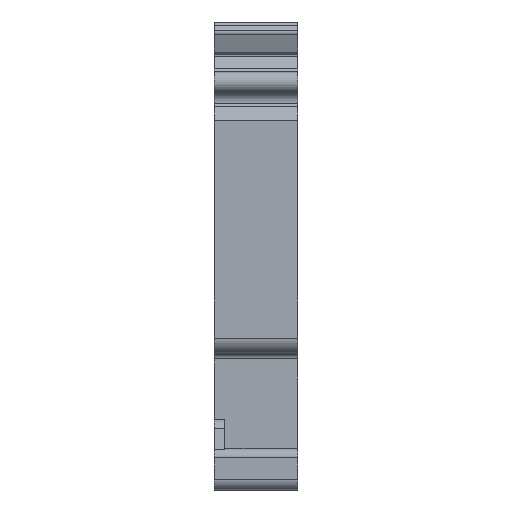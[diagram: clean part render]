
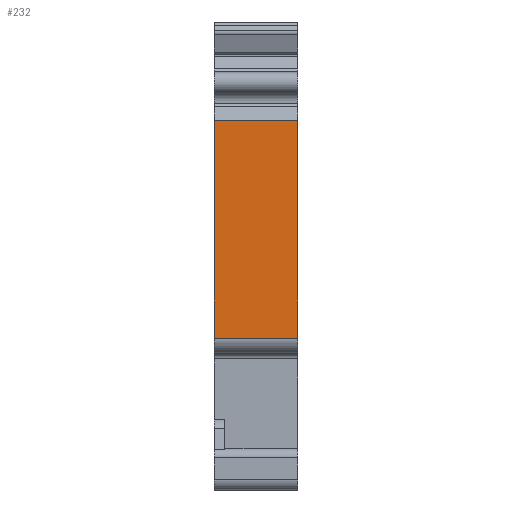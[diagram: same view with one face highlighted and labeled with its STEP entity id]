
A CAD part, left-side view. The second image highlights one B-rep face of the part: STEP entity #232.
In plain terms, the highlighted planar face has unit normal (-1, 0, 0).
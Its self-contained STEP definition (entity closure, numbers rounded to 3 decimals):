
#232 = ADVANCED_FACE( '', ( #649 ), #650, .F. );
#649 = FACE_OUTER_BOUND( '', #1250, .T. );
#650 = PLANE( '', #1251 );
#1250 = EDGE_LOOP( '', ( #1889, #1890, #1891, #1892 ) );
#1251 = AXIS2_PLACEMENT_3D( '', #1893, #1894, #1895 );
#1889 = ORIENTED_EDGE( '', *, *, #3779, .T. );
#1890 = ORIENTED_EDGE( '', *, *, #3780, .F. );
#1891 = ORIENTED_EDGE( '', *, *, #3781, .F. );
#1892 = ORIENTED_EDGE( '', *, *, #3782, .T. );
#1893 = CARTESIAN_POINT( '', ( -36., 8., -7.899 ) );
#1894 = DIRECTION( '', ( 1., 0., 0. ) );
#1895 = DIRECTION( '', ( 0., 0., -1. ) );
#3779 = EDGE_CURVE( '', #4577, #4578, #4579, .T. );
#3780 = EDGE_CURVE( '', #4580, #4578, #4581, .T. );
#3781 = EDGE_CURVE( '', #4582, #4580, #4583, .T. );
#3782 = EDGE_CURVE( '', #4582, #4577, #4584, .T. );
#4577 = VERTEX_POINT( '', #5737 );
#4578 = VERTEX_POINT( '', #5738 );
#4579 = LINE( '', #5739, #5740 );
#4580 = VERTEX_POINT( '', #5741 );
#4581 = LINE( '', #5742, #5743 );
#4582 = VERTEX_POINT( '', #5744 );
#4583 = LINE( '', #5745, #5746 );
#4584 = LINE( '', #5747, #5748 );
#5737 = CARTESIAN_POINT( '', ( -36., 0., -7.899 ) );
#5738 = CARTESIAN_POINT( '', ( -36., 0., 13.055 ) );
#5739 = CARTESIAN_POINT( '', ( -36., 0., -7.899 ) );
#5740 = VECTOR( '', #7209, 1000. );
#5741 = CARTESIAN_POINT( '', ( -36., 8., 13.055 ) );
#5742 = CARTESIAN_POINT( '', ( -36., 8., 13.055 ) );
#5743 = VECTOR( '', #7210, 1000. );
#5744 = CARTESIAN_POINT( '', ( -36., 8., -7.899 ) );
#5745 = CARTESIAN_POINT( '', ( -36., 8., -7.899 ) );
#5746 = VECTOR( '', #7211, 1000. );
#5747 = CARTESIAN_POINT( '', ( -36., 8., -7.899 ) );
#5748 = VECTOR( '', #7212, 1000. );
#7209 = DIRECTION( '', ( 0., 0., 1. ) );
#7210 = DIRECTION( '', ( 0., -1., 0. ) );
#7211 = DIRECTION( '', ( 0., 0., 1. ) );
#7212 = DIRECTION( '', ( 0., -1., 0. ) );
